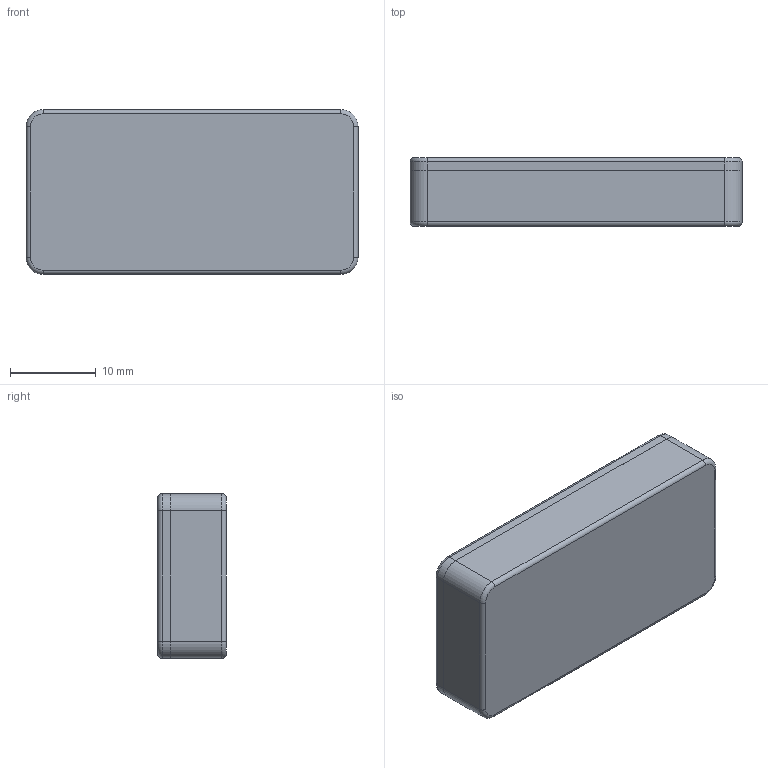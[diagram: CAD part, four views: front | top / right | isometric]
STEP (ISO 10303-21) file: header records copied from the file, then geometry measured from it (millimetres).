
FILE_DESCRIPTION(/* description */ (''),/* implementation_level */ '2;1');
FILE_NAME(/* name */ 'OpenSK Key Enclosure v1.step',/* time_stamp */ '2020-01-29T09:25:24-08:00',/* author */ (''),/* organization */ (''),/* preprocessor_version */ 'ST-DEVELOPER v18',/* originating_system */ 'Autodesk Translation Framework v8.12.0.6',/* authorisation */ '');
FILE_SCHEMA (('AUTOMOTIVE_DESIGN { 1 0 10303 214 3 1 1 }'));
Length unit declared in the file: millimetre
Products named in the file (3): OpenSK Key Enclosure v1; Case (4); Lid (4)
Assembly tree (2 placements, depth 2):
  OpenSK Key Enclosure v1
    Case (4)
    Lid (4)
Bounding box: 38.76 x 8 x 19.25 mm (x, y, z)
Volume: 3216.7 mm3; surface area: 4659.5 mm2
Topology: 2 solids, 2 shells, 148 faces, 388 edges, 245 vertices
Faces by surface type: plane 108, cylinder 32, torus 8
Full cylindrical faces by diameter (mm): 2 x2
Entity records: 4587 total; most frequent: CARTESIAN_POINT 786, ORIENTED_EDGE 776, DIRECTION 766, EDGE_CURVE 388, LINE 316, VECTOR 316, VERTEX_POINT 245, AXIS2_PLACEMENT_3D 225
